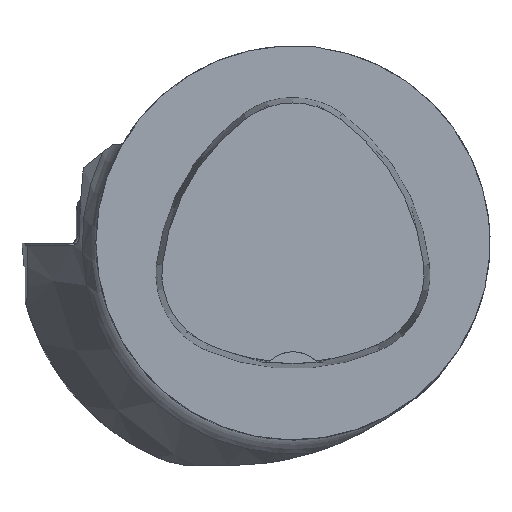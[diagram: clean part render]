
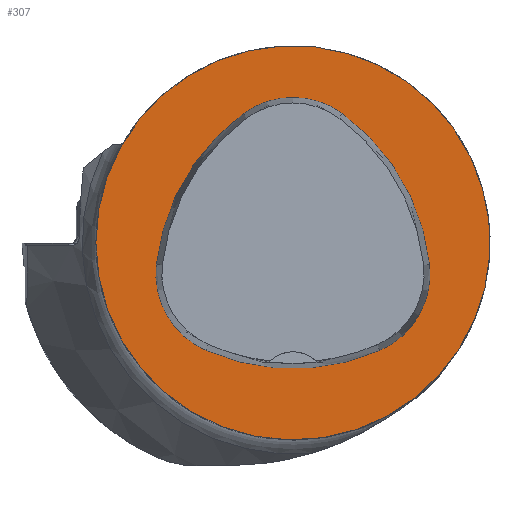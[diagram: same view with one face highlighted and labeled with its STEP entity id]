
A CAD part, top view. The second image highlights one B-rep face of the part: STEP entity #307.
In plain terms, the highlighted planar face has unit normal (0, 0, 1).
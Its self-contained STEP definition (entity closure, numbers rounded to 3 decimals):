
#307=ADVANCED_FACE('',(#584,#585),#361,.T.);
#361=PLANE('',#1781);
#584=FACE_BOUND('',#672,.T.);
#585=FACE_BOUND('',#673,.T.);
#672=EDGE_LOOP('',(#1042,#1043,#1044,#1045,#1046,#1047));
#673=EDGE_LOOP('',(#1048));
#1042=ORIENTED_EDGE('',*,*,#1462,.T.);
#1043=ORIENTED_EDGE('',*,*,#1442,.T.);
#1044=ORIENTED_EDGE('',*,*,#1446,.T.);
#1045=ORIENTED_EDGE('',*,*,#1449,.T.);
#1046=ORIENTED_EDGE('',*,*,#1452,.T.);
#1047=ORIENTED_EDGE('',*,*,#1460,.T.);
#1048=ORIENTED_EDGE('',*,*,#1354,.F.);
#1195=VERTEX_POINT('',#2550);
#1250=VERTEX_POINT('',#2847);
#1251=VERTEX_POINT('',#2848);
#1254=VERTEX_POINT('',#2856);
#1256=VERTEX_POINT('',#2862);
#1258=VERTEX_POINT('',#2868);
#1265=VERTEX_POINT('',#2889);
#1354=EDGE_CURVE('',#1195,#1195,#1512,.T.);
#1442=EDGE_CURVE('',#1250,#1251,#1523,.T.);
#1446=EDGE_CURVE('',#1251,#1254,#1525,.T.);
#1449=EDGE_CURVE('',#1254,#1256,#1527,.T.);
#1452=EDGE_CURVE('',#1256,#1258,#1529,.T.);
#1460=EDGE_CURVE('',#1258,#1265,#1533,.T.);
#1462=EDGE_CURVE('',#1265,#1250,#1535,.T.);
#1512=CIRCLE('',#1701,40.);
#1523=CIRCLE('',#1759,44.);
#1525=CIRCLE('',#1762,17.);
#1527=CIRCLE('',#1765,44.);
#1529=CIRCLE('',#1768,17.);
#1533=CIRCLE('',#1773,44.);
#1535=CIRCLE('',#1776,17.);
#1701=AXIS2_PLACEMENT_3D('',#2549,#1982,#1983);
#1759=AXIS2_PLACEMENT_3D('',#2846,#2136,#2137);
#1762=AXIS2_PLACEMENT_3D('',#2855,#2144,#2145);
#1765=AXIS2_PLACEMENT_3D('',#2861,#2151,#2152);
#1768=AXIS2_PLACEMENT_3D('',#2867,#2158,#2159);
#1773=AXIS2_PLACEMENT_3D('',#2890,#2170,#2171);
#1776=AXIS2_PLACEMENT_3D('',#2893,#2176,#2177);
#1781=AXIS2_PLACEMENT_3D('',#2898,#2186,#2187);
#1982=DIRECTION('',(0.,0.,-1.));
#1983=DIRECTION('',(-1.,0.,0.));
#2136=DIRECTION('',(0.,0.,-1.));
#2137=DIRECTION('',(-1.,0.,0.));
#2144=DIRECTION('',(0.,0.,-1.));
#2145=DIRECTION('',(-1.,0.,0.));
#2151=DIRECTION('',(0.,0.,-1.));
#2152=DIRECTION('',(-1.,0.,0.));
#2158=DIRECTION('',(0.,0.,-1.));
#2159=DIRECTION('',(-1.,0.,0.));
#2170=DIRECTION('',(0.,0.,-1.));
#2171=DIRECTION('',(-1.,0.,0.));
#2176=DIRECTION('',(0.,0.,-1.));
#2177=DIRECTION('',(-1.,0.,0.));
#2186=DIRECTION('',(0.,0.,1.));
#2187=DIRECTION('',(1.,0.,0.));
#2549=CARTESIAN_POINT('',(0.,0.,0.));
#2550=CARTESIAN_POINT('',(-40.,0.,0.));
#2846=CARTESIAN_POINT('',(16.01,-9.224,0.));
#2847=CARTESIAN_POINT('',(-27.722,-4.378,0.));
#2848=CARTESIAN_POINT('',(-10.119,26.178,0.));
#2855=CARTESIAN_POINT('',(-0.023,12.5,0.));
#2856=CARTESIAN_POINT('',(10.049,26.194,0.));
#2861=CARTESIAN_POINT('',(-16.021,-9.25,0.));
#2862=CARTESIAN_POINT('',(27.71,-4.394,0.));
#2867=CARTESIAN_POINT('',(10.814,-6.27,0.));
#2868=CARTESIAN_POINT('',(17.611,-21.852,0.));
#2889=CARTESIAN_POINT('',(-17.652,-21.819,0.));
#2890=CARTESIAN_POINT('',(0.017,18.477,0.));
#2893=CARTESIAN_POINT('',(-10.825,-6.25,0.));
#2898=CARTESIAN_POINT('',(0.,0.,0.));
